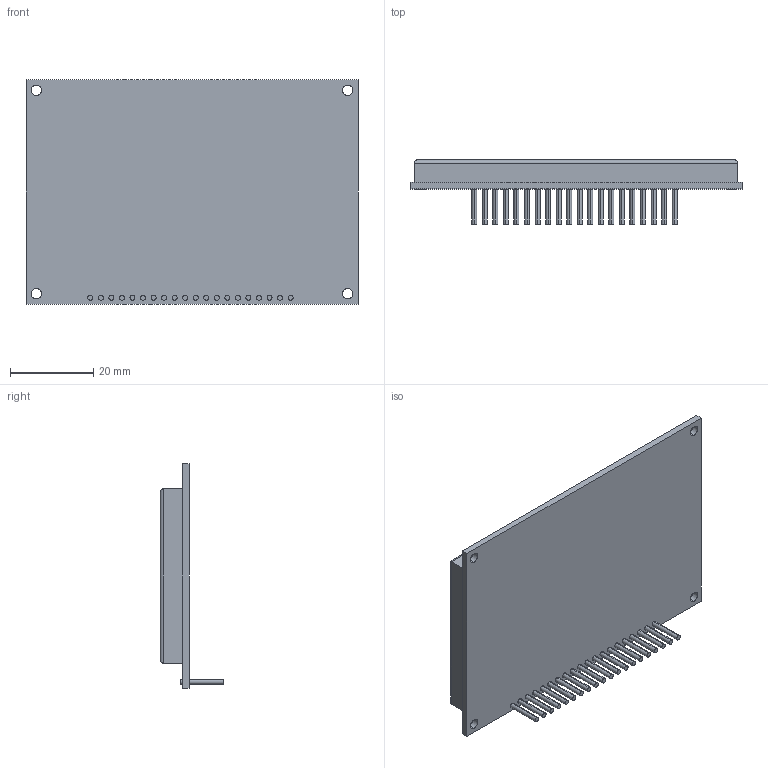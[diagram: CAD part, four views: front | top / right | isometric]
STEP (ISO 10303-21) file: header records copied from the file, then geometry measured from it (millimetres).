
FILE_DESCRIPTION (( 'STEP AP214' ), '1' );
FILE_NAME ('User Library-GRAPHIC LCD WG12864B.STEP', '2010-10-18T06:23:54', ( 'SysAdmin' ), ( 'SolidWorks' ), 'SwSTEP 2.0', 'SolidWorks 2010', '' );
FILE_SCHEMA (( 'AUTOMOTIVE_DESIGN' ));
Length unit declared in the file: millimetre
Products named in the file (1): User Library-GRAPHIC LCD WG12864B
Bounding box: 80 x 15.4 x 54 mm (x, y, z)
Volume: 23769.1 mm3; surface area: 11128.6 mm2
Topology: 1 solids, 1 shells, 160 faces, 341 edges, 226 vertices
Faces by surface type: cylinder 95, plane 65
Entity records: 6119 total; most frequent: DIRECTION 843, CARTESIAN_POINT 740, ORIENTED_EDGE 682, AXIS2_PLACEMENT_3D 345, EDGE_CURVE 341, VERTEX_POINT 226, EDGE_LOOP 211, CIRCLE 184
